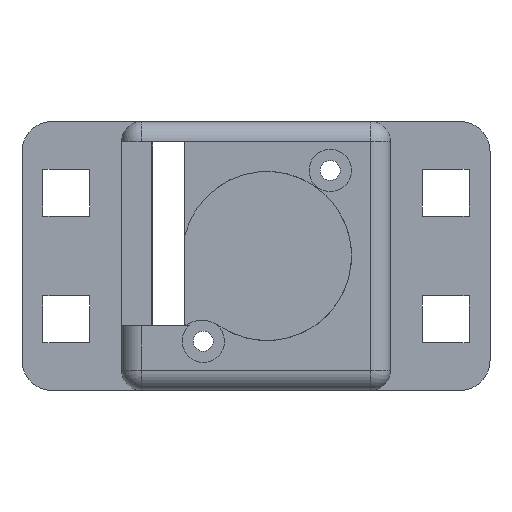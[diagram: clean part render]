
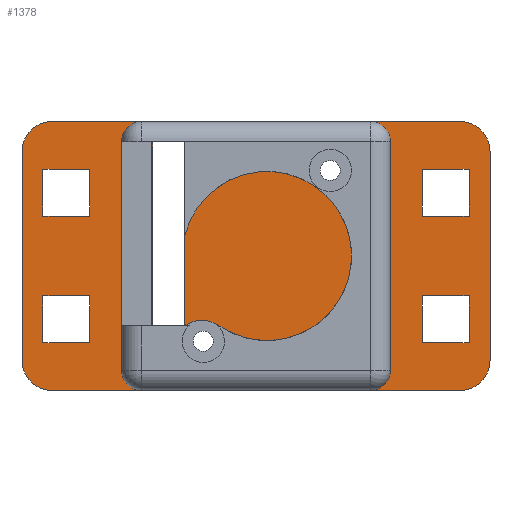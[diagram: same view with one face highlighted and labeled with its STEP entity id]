
A CAD part, front view. The second image highlights one B-rep face of the part: STEP entity #1378.
In plain terms, the highlighted planar face has unit normal (0, -1, 0).
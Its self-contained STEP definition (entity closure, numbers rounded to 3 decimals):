
#21=FACE_BOUND('',#169,.T.);
#22=FACE_BOUND('',#170,.T.);
#23=FACE_BOUND('',#171,.T.);
#24=FACE_BOUND('',#172,.T.);
#25=FACE_BOUND('',#173,.T.);
#26=FACE_BOUND('',#174,.T.);
#27=FACE_BOUND('',#175,.T.);
#42=PLANE('',#1470);
#93=FACE_OUTER_BOUND('',#168,.T.);
#168=EDGE_LOOP('',(#959,#960,#961,#962,#963,#964,#965,#966));
#169=EDGE_LOOP('',(#967,#968,#969,#970));
#170=EDGE_LOOP('',(#971,#972,#973,#974));
#171=EDGE_LOOP('',(#975,#976,#977,#978));
#172=EDGE_LOOP('',(#979,#980,#981,#982));
#173=EDGE_LOOP('',(#983));
#174=EDGE_LOOP('',(#984,#985,#986,#987));
#175=EDGE_LOOP('',(#988));
#263=LINE('',#2001,#418);
#266=LINE('',#2007,#421);
#267=LINE('',#2011,#422);
#268=LINE('',#2015,#423);
#269=LINE('',#2019,#424);
#270=LINE('',#2021,#425);
#271=LINE('',#2023,#426);
#272=LINE('',#2024,#427);
#273=LINE('',#2027,#428);
#274=LINE('',#2029,#429);
#275=LINE('',#2031,#430);
#276=LINE('',#2032,#431);
#277=LINE('',#2035,#432);
#278=LINE('',#2037,#433);
#279=LINE('',#2039,#434);
#280=LINE('',#2040,#435);
#281=LINE('',#2043,#436);
#282=LINE('',#2045,#437);
#283=LINE('',#2047,#438);
#284=LINE('',#2048,#439);
#285=LINE('',#2053,#440);
#286=LINE('',#2055,#441);
#287=LINE('',#2057,#442);
#288=LINE('',#2058,#443);
#418=VECTOR('',#1600,10.);
#421=VECTOR('',#1605,10.);
#422=VECTOR('',#1608,10.);
#423=VECTOR('',#1611,10.);
#424=VECTOR('',#1614,10.);
#425=VECTOR('',#1615,10.);
#426=VECTOR('',#1616,10.);
#427=VECTOR('',#1617,10.);
#428=VECTOR('',#1618,10.);
#429=VECTOR('',#1619,10.);
#430=VECTOR('',#1620,10.);
#431=VECTOR('',#1621,10.);
#432=VECTOR('',#1622,10.);
#433=VECTOR('',#1623,10.);
#434=VECTOR('',#1624,10.);
#435=VECTOR('',#1625,10.);
#436=VECTOR('',#1626,10.);
#437=VECTOR('',#1627,10.);
#438=VECTOR('',#1628,10.);
#439=VECTOR('',#1629,10.);
#440=VECTOR('',#1632,10.);
#441=VECTOR('',#1633,10.);
#442=VECTOR('',#1634,10.);
#443=VECTOR('',#1635,10.);
#572=CIRCLE('',#1468,3.);
#573=CIRCLE('',#1471,3.);
#574=CIRCLE('',#1472,3.);
#575=CIRCLE('',#1473,3.);
#576=CIRCLE('',#1474,1.);
#577=CIRCLE('',#1475,1.);
#620=VERTEX_POINT('',#1994);
#621=VERTEX_POINT('',#1996);
#622=VERTEX_POINT('',#2000);
#624=VERTEX_POINT('',#2006);
#625=VERTEX_POINT('',#2008);
#626=VERTEX_POINT('',#2010);
#627=VERTEX_POINT('',#2012);
#628=VERTEX_POINT('',#2014);
#629=VERTEX_POINT('',#2017);
#630=VERTEX_POINT('',#2018);
#631=VERTEX_POINT('',#2020);
#632=VERTEX_POINT('',#2022);
#633=VERTEX_POINT('',#2025);
#634=VERTEX_POINT('',#2026);
#635=VERTEX_POINT('',#2028);
#636=VERTEX_POINT('',#2030);
#637=VERTEX_POINT('',#2033);
#638=VERTEX_POINT('',#2034);
#639=VERTEX_POINT('',#2036);
#640=VERTEX_POINT('',#2038);
#641=VERTEX_POINT('',#2041);
#642=VERTEX_POINT('',#2042);
#643=VERTEX_POINT('',#2044);
#644=VERTEX_POINT('',#2046);
#645=VERTEX_POINT('',#2049);
#646=VERTEX_POINT('',#2051);
#647=VERTEX_POINT('',#2052);
#648=VERTEX_POINT('',#2054);
#649=VERTEX_POINT('',#2056);
#650=VERTEX_POINT('',#2059);
#751=EDGE_CURVE('',#620,#621,#572,.T.);
#753=EDGE_CURVE('',#622,#621,#263,.T.);
#756=EDGE_CURVE('',#620,#624,#266,.T.);
#757=EDGE_CURVE('',#625,#624,#573,.T.);
#758=EDGE_CURVE('',#625,#626,#267,.T.);
#759=EDGE_CURVE('',#627,#626,#574,.T.);
#760=EDGE_CURVE('',#627,#628,#268,.T.);
#761=EDGE_CURVE('',#622,#628,#575,.T.);
#762=EDGE_CURVE('',#629,#630,#269,.T.);
#763=EDGE_CURVE('',#631,#629,#270,.T.);
#764=EDGE_CURVE('',#632,#631,#271,.T.);
#765=EDGE_CURVE('',#630,#632,#272,.T.);
#766=EDGE_CURVE('',#633,#634,#273,.T.);
#767=EDGE_CURVE('',#635,#633,#274,.T.);
#768=EDGE_CURVE('',#636,#635,#275,.T.);
#769=EDGE_CURVE('',#634,#636,#276,.T.);
#770=EDGE_CURVE('',#637,#638,#277,.T.);
#771=EDGE_CURVE('',#639,#637,#278,.T.);
#772=EDGE_CURVE('',#640,#639,#279,.T.);
#773=EDGE_CURVE('',#638,#640,#280,.T.);
#774=EDGE_CURVE('',#641,#642,#281,.T.);
#775=EDGE_CURVE('',#643,#641,#282,.T.);
#776=EDGE_CURVE('',#644,#643,#283,.T.);
#777=EDGE_CURVE('',#642,#644,#284,.T.);
#778=EDGE_CURVE('',#645,#645,#576,.T.);
#779=EDGE_CURVE('',#646,#647,#285,.T.);
#780=EDGE_CURVE('',#648,#646,#286,.T.);
#781=EDGE_CURVE('',#649,#648,#287,.T.);
#782=EDGE_CURVE('',#647,#649,#288,.T.);
#783=EDGE_CURVE('',#650,#650,#577,.T.);
#959=ORIENTED_EDGE('',*,*,#751,.F.);
#960=ORIENTED_EDGE('',*,*,#756,.T.);
#961=ORIENTED_EDGE('',*,*,#757,.F.);
#962=ORIENTED_EDGE('',*,*,#758,.T.);
#963=ORIENTED_EDGE('',*,*,#759,.F.);
#964=ORIENTED_EDGE('',*,*,#760,.T.);
#965=ORIENTED_EDGE('',*,*,#761,.F.);
#966=ORIENTED_EDGE('',*,*,#753,.T.);
#967=ORIENTED_EDGE('',*,*,#762,.F.);
#968=ORIENTED_EDGE('',*,*,#763,.F.);
#969=ORIENTED_EDGE('',*,*,#764,.F.);
#970=ORIENTED_EDGE('',*,*,#765,.F.);
#971=ORIENTED_EDGE('',*,*,#766,.F.);
#972=ORIENTED_EDGE('',*,*,#767,.F.);
#973=ORIENTED_EDGE('',*,*,#768,.F.);
#974=ORIENTED_EDGE('',*,*,#769,.F.);
#975=ORIENTED_EDGE('',*,*,#770,.F.);
#976=ORIENTED_EDGE('',*,*,#771,.F.);
#977=ORIENTED_EDGE('',*,*,#772,.F.);
#978=ORIENTED_EDGE('',*,*,#773,.F.);
#979=ORIENTED_EDGE('',*,*,#774,.F.);
#980=ORIENTED_EDGE('',*,*,#775,.F.);
#981=ORIENTED_EDGE('',*,*,#776,.F.);
#982=ORIENTED_EDGE('',*,*,#777,.F.);
#983=ORIENTED_EDGE('',*,*,#778,.F.);
#984=ORIENTED_EDGE('',*,*,#779,.F.);
#985=ORIENTED_EDGE('',*,*,#780,.F.);
#986=ORIENTED_EDGE('',*,*,#781,.F.);
#987=ORIENTED_EDGE('',*,*,#782,.F.);
#988=ORIENTED_EDGE('',*,*,#783,.F.);
#1378=ADVANCED_FACE('',(#93,#21,#22,#23,#24,#25,#26,#27),#42,.F.);
#1468=AXIS2_PLACEMENT_3D('',#1997,#1595,#1596);
#1470=AXIS2_PLACEMENT_3D('',#2005,#1603,#1604);
#1471=AXIS2_PLACEMENT_3D('',#2009,#1606,#1607);
#1472=AXIS2_PLACEMENT_3D('',#2013,#1609,#1610);
#1473=AXIS2_PLACEMENT_3D('',#2016,#1612,#1613);
#1474=AXIS2_PLACEMENT_3D('',#2050,#1630,#1631);
#1475=AXIS2_PLACEMENT_3D('',#2060,#1636,#1637);
#1595=DIRECTION('center_axis',(0.,1.,0.));
#1596=DIRECTION('ref_axis',(0.707,0.,0.707));
#1600=DIRECTION('',(0.,0.,1.));
#1603=DIRECTION('center_axis',(0.,1.,0.));
#1604=DIRECTION('ref_axis',(-1.,0.,0.));
#1605=DIRECTION('',(-1.,0.,0.));
#1606=DIRECTION('center_axis',(0.,1.,0.));
#1607=DIRECTION('ref_axis',(-0.707,0.,0.707));
#1608=DIRECTION('',(0.,0.,-1.));
#1609=DIRECTION('center_axis',(0.,1.,0.));
#1610=DIRECTION('ref_axis',(-0.707,0.,-0.707));
#1611=DIRECTION('',(1.,0.,0.));
#1612=DIRECTION('center_axis',(0.,1.,0.));
#1613=DIRECTION('ref_axis',(0.707,0.,-0.707));
#1614=DIRECTION('',(0.,0.,-1.));
#1615=DIRECTION('',(-1.,0.,0.));
#1616=DIRECTION('',(0.,0.,1.));
#1617=DIRECTION('',(1.,0.,0.));
#1618=DIRECTION('',(-1.,0.,0.));
#1619=DIRECTION('',(0.,0.,1.));
#1620=DIRECTION('',(1.,0.,0.));
#1621=DIRECTION('',(0.,0.,-1.));
#1622=DIRECTION('',(-1.,0.,0.));
#1623=DIRECTION('',(0.,0.,1.));
#1624=DIRECTION('',(1.,0.,0.));
#1625=DIRECTION('',(0.,0.,-1.));
#1626=DIRECTION('',(0.,0.,1.));
#1627=DIRECTION('',(1.,0.,0.));
#1628=DIRECTION('',(0.,0.,-1.));
#1629=DIRECTION('',(-1.,0.,0.));
#1630=DIRECTION('center_axis',(0.,-1.,0.));
#1631=DIRECTION('ref_axis',(-1.,0.,0.));
#1632=DIRECTION('',(0.,0.,1.));
#1633=DIRECTION('',(1.,0.,0.));
#1634=DIRECTION('',(0.,0.,-1.));
#1635=DIRECTION('',(-1.,0.,0.));
#1636=DIRECTION('center_axis',(0.,-1.,0.));
#1637=DIRECTION('ref_axis',(-1.,0.,0.));
#1994=CARTESIAN_POINT('',(20.5,0.,13.5));
#1996=CARTESIAN_POINT('',(23.5,0.,10.5));
#1997=CARTESIAN_POINT('Origin',(20.5,0.,10.5));
#2000=CARTESIAN_POINT('',(23.5,0.,-10.5));
#2001=CARTESIAN_POINT('',(23.5,0.,-13.5));
#2005=CARTESIAN_POINT('Origin',(0.,0.,0.));
#2006=CARTESIAN_POINT('',(-20.5,0.,13.5));
#2007=CARTESIAN_POINT('',(23.5,0.,13.5));
#2008=CARTESIAN_POINT('',(-23.5,0.,10.5));
#2009=CARTESIAN_POINT('Origin',(-20.5,0.,10.5));
#2010=CARTESIAN_POINT('',(-23.5,0.,-10.5));
#2011=CARTESIAN_POINT('',(-23.5,0.,13.5));
#2012=CARTESIAN_POINT('',(-20.5,0.,-13.5));
#2013=CARTESIAN_POINT('Origin',(-20.5,0.,-10.5));
#2014=CARTESIAN_POINT('',(20.5,0.,-13.5));
#2015=CARTESIAN_POINT('',(-23.5,0.,-13.5));
#2016=CARTESIAN_POINT('Origin',(20.5,0.,-10.5));
#2017=CARTESIAN_POINT('',(-10.35,0.,11.45));
#2018=CARTESIAN_POINT('',(-10.35,0.,-6.99));
#2019=CARTESIAN_POINT('',(-10.35,0.,-6.99));
#2020=CARTESIAN_POINT('',(-7.15,0.,11.45));
#2021=CARTESIAN_POINT('',(-10.35,0.,11.45));
#2022=CARTESIAN_POINT('',(-7.15,0.,-6.99));
#2023=CARTESIAN_POINT('',(-7.15,0.,11.45));
#2024=CARTESIAN_POINT('',(-7.15,0.,-6.99));
#2025=CARTESIAN_POINT('',(-16.7,0.,8.7));
#2026=CARTESIAN_POINT('',(-21.4,0.,8.7));
#2027=CARTESIAN_POINT('',(-16.7,0.,8.7));
#2028=CARTESIAN_POINT('',(-16.7,0.,4.));
#2029=CARTESIAN_POINT('',(-16.7,0.,4.));
#2030=CARTESIAN_POINT('',(-21.4,0.,4.));
#2031=CARTESIAN_POINT('',(-21.4,0.,4.));
#2032=CARTESIAN_POINT('',(-21.4,0.,8.7));
#2033=CARTESIAN_POINT('',(-16.7,0.,-4.));
#2034=CARTESIAN_POINT('',(-21.4,0.,-4.));
#2035=CARTESIAN_POINT('',(-16.7,0.,-4.));
#2036=CARTESIAN_POINT('',(-16.7,0.,-8.7));
#2037=CARTESIAN_POINT('',(-16.7,0.,-8.7));
#2038=CARTESIAN_POINT('',(-21.4,0.,-8.7));
#2039=CARTESIAN_POINT('',(-21.4,0.,-8.7));
#2040=CARTESIAN_POINT('',(-21.4,0.,-4.));
#2041=CARTESIAN_POINT('',(21.4,0.,4.));
#2042=CARTESIAN_POINT('',(21.4,0.,8.7));
#2043=CARTESIAN_POINT('',(21.4,0.,8.7));
#2044=CARTESIAN_POINT('',(16.7,0.,4.));
#2045=CARTESIAN_POINT('',(21.4,0.,4.));
#2046=CARTESIAN_POINT('',(16.7,0.,8.7));
#2047=CARTESIAN_POINT('',(16.7,0.,4.));
#2048=CARTESIAN_POINT('',(16.7,0.,8.7));
#2049=CARTESIAN_POINT('',(-4.29,0.,-8.56));
#2050=CARTESIAN_POINT('Origin',(-5.29,0.,-8.56));
#2051=CARTESIAN_POINT('',(21.4,0.,-8.7));
#2052=CARTESIAN_POINT('',(21.4,0.,-4.));
#2053=CARTESIAN_POINT('',(21.4,0.,-4.));
#2054=CARTESIAN_POINT('',(16.7,0.,-8.7));
#2055=CARTESIAN_POINT('',(21.4,0.,-8.7));
#2056=CARTESIAN_POINT('',(16.7,0.,-4.));
#2057=CARTESIAN_POINT('',(16.7,0.,-8.7));
#2058=CARTESIAN_POINT('',(16.7,0.,-4.));
#2059=CARTESIAN_POINT('',(8.46,0.,8.59));
#2060=CARTESIAN_POINT('Origin',(7.46,0.,8.59));
